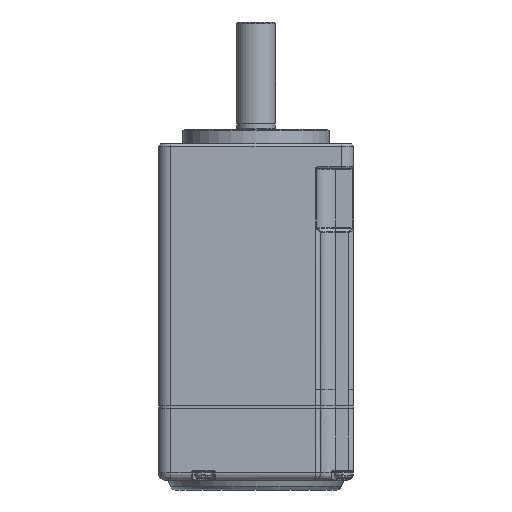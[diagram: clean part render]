
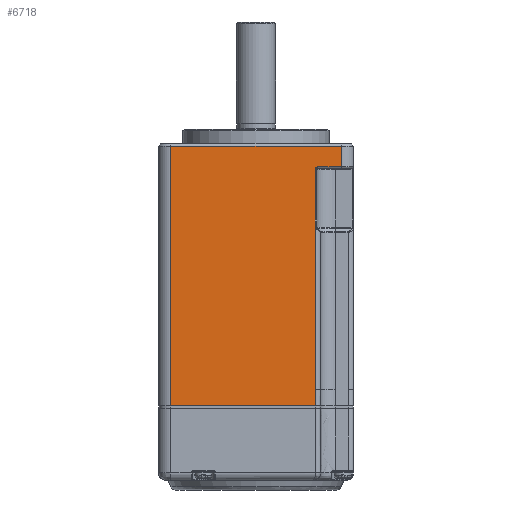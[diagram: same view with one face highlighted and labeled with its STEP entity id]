
A CAD part, front view. The second image highlights one B-rep face of the part: STEP entity #6718.
In plain terms, the highlighted planar face has unit normal (0, -1, 0).
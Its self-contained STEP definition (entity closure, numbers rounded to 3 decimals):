
#67=CARTESIAN_POINT('',(17.5,-20.,-6.));
#68=VERTEX_POINT('',#67);
#215=CARTESIAN_POINT('',(-17.5,-20.,-6.));
#216=VERTEX_POINT('',#215);
#223=CARTESIAN_POINT('',(-17.5,-20.,-6.));
#224=DIRECTION('',(1.,0.,0.));
#225=VECTOR('',#224,35.);
#226=LINE('',#223,#225);
#227=EDGE_CURVE('',#216,#68,#226,.T.);
#248=CARTESIAN_POINT('',(17.5,-20.,-10.2));
#249=VERTEX_POINT('',#248);
#250=CARTESIAN_POINT('',(17.5,-20.,-6.));
#251=DIRECTION('',(0.,0.,-1.));
#252=VECTOR('',#251,4.2);
#253=LINE('',#250,#252);
#254=EDGE_CURVE('',#68,#249,#253,.T.);
#881=CARTESIAN_POINT('',(12.16,-20.,-22.573));
#882=VERTEX_POINT('',#881);
#890=CARTESIAN_POINT('',(12.163,-20.,-22.633));
#891=VERTEX_POINT('',#890);
#892=CARTESIAN_POINT('',(12.76,-20.,-22.573));
#893=DIRECTION('',(-1.,0.,0.));
#894=DIRECTION('',(0.,-1.,0.));
#895=AXIS2_PLACEMENT_3D('',#892,#894,#893);
#896=CIRCLE('',#895,0.6);
#897=EDGE_CURVE('',#882,#891,#896,.T.);
#931=CARTESIAN_POINT('',(12.16,-20.,-10.7));
#932=VERTEX_POINT('',#931);
#940=CARTESIAN_POINT('',(12.16,-20.,-10.7));
#941=DIRECTION('',(0.,0.,-1.));
#942=VECTOR('',#941,11.873);
#943=LINE('',#940,#942);
#944=EDGE_CURVE('',#932,#882,#943,.T.);
#962=CARTESIAN_POINT('',(12.66,-20.,-10.2));
#963=VERTEX_POINT('',#962);
#971=CARTESIAN_POINT('',(12.66,-20.,-10.7));
#972=DIRECTION('',(0.,0.,1.));
#973=DIRECTION('',(0.,-1.,-0.));
#974=AXIS2_PLACEMENT_3D('',#971,#973,#972);
#975=CIRCLE('',#974,0.5);
#976=EDGE_CURVE('',#963,#932,#975,.T.);
#990=CARTESIAN_POINT('',(17.5,-20.,-10.2));
#991=DIRECTION('',(-1.,0.,0.));
#992=VECTOR('',#991,4.84);
#993=LINE('',#990,#992);
#994=EDGE_CURVE('',#249,#963,#993,.T.);
#6667=CARTESIAN_POINT('',(-0.5,-20.,-32.6));
#6668=DIRECTION('',(0.,0.,1.));
#6669=DIRECTION('',(0.,-1.,0.));
#6670=AXIS2_PLACEMENT_3D('',#6667,#6669,#6668);
#6671=PLANE('',#6670);
#6672=CARTESIAN_POINT('',(-17.5,-20.,-59.2));
#6673=VERTEX_POINT('',#6672);
#6674=CARTESIAN_POINT('',(-17.5,-20.,-6.));
#6675=DIRECTION('',(0.,0.,-1.));
#6676=VECTOR('',#6675,53.2);
#6677=LINE('',#6674,#6676);
#6678=EDGE_CURVE('',#216,#6673,#6677,.T.);
#6679=ORIENTED_EDGE('',*,*,#6678,.T.);
#6680=CARTESIAN_POINT('',(12.26,-19.998,-59.2));
#6681=VERTEX_POINT('',#6680);
#6682=CARTESIAN_POINT('',(-17.5,-20.,-59.2));
#6683=DIRECTION('',(1.,0.,0.));
#6684=VECTOR('',#6683,29.76);
#6685=LINE('',#6682,#6684);
#6686=EDGE_CURVE('',#6673,#6681,#6685,.T.);
#6687=ORIENTED_EDGE('',*,*,#6686,.T.);
#6688=CARTESIAN_POINT('',(12.26,-20.,-55.9));
#6689=VERTEX_POINT('',#6688);
#6690=CARTESIAN_POINT('',(12.26,-19.998,-59.2));
#6691=DIRECTION('',(0.,-0.001,1.));
#6692=VECTOR('',#6691,3.3);
#6693=LINE('',#6690,#6692);
#6694=EDGE_CURVE('',#6681,#6689,#6693,.T.);
#6695=ORIENTED_EDGE('',*,*,#6694,.T.);
#6696=CARTESIAN_POINT('',(12.16,-20.,-55.9));
#6697=VERTEX_POINT('',#6696);
#6698=CARTESIAN_POINT('',(12.26,-20.,-55.9));
#6699=DIRECTION('',(-1.,0.,0.));
#6700=VECTOR('',#6699,0.1);
#6701=LINE('',#6698,#6700);
#6702=EDGE_CURVE('',#6689,#6697,#6701,.T.);
#6703=ORIENTED_EDGE('',*,*,#6702,.T.);
#6704=CARTESIAN_POINT('',(12.16,-20.,-55.9));
#6705=DIRECTION('',(0.,0.,1.));
#6706=VECTOR('',#6705,33.267);
#6707=LINE('',#6704,#6706);
#6708=EDGE_CURVE('',#6697,#891,#6707,.T.);
#6709=ORIENTED_EDGE('',*,*,#6708,.T.);
#6710=ORIENTED_EDGE('',*,*,#897,.F.);
#6711=ORIENTED_EDGE('',*,*,#944,.F.);
#6712=ORIENTED_EDGE('',*,*,#976,.F.);
#6713=ORIENTED_EDGE('',*,*,#994,.F.);
#6714=ORIENTED_EDGE('',*,*,#254,.F.);
#6715=ORIENTED_EDGE('',*,*,#227,.F.);
#6716=EDGE_LOOP('',(#6679,#6687,#6695,#6703,#6709,#6710,#6711,#6712,#6713,#6714,#6715));
#6717=FACE_OUTER_BOUND('',#6716,.T.);
#6718=ADVANCED_FACE('',(#6717),#6671,.T.);
